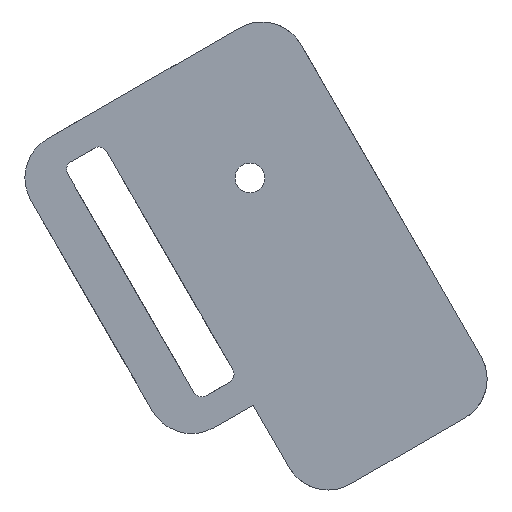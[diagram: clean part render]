
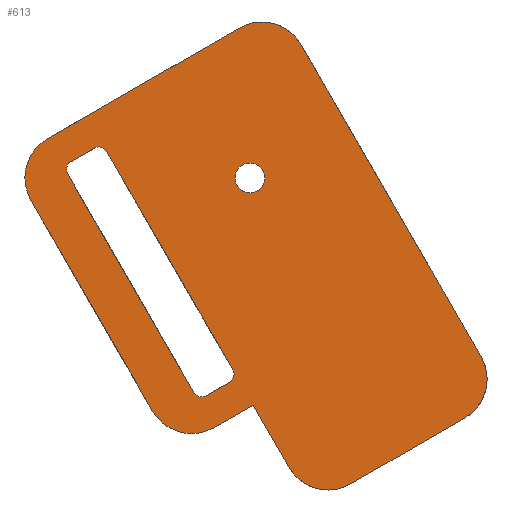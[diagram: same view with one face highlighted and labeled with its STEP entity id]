
A CAD part, left-side view. The second image highlights one B-rep face of the part: STEP entity #613.
In plain terms, the highlighted planar face has unit normal (-1, 0, 0).
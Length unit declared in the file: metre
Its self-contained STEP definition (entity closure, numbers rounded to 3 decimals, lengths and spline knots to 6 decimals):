
#31=CIRCLE('',#660,0.00165);
#33=CIRCLE('',#663,0.005);
#34=CIRCLE('',#664,0.005);
#35=CIRCLE('',#665,0.005);
#36=CIRCLE('',#666,0.005);
#37=CIRCLE('',#667,0.005);
#38=CIRCLE('',#668,0.001);
#39=CIRCLE('',#669,0.001);
#40=CIRCLE('',#670,0.001);
#41=CIRCLE('',#671,0.001);
#81=ORIENTED_EDGE('',*,*,#257,.T.);
#82=ORIENTED_EDGE('',*,*,#258,.T.);
#83=ORIENTED_EDGE('',*,*,#243,.F.);
#84=ORIENTED_EDGE('',*,*,#259,.T.);
#85=ORIENTED_EDGE('',*,*,#260,.F.);
#86=ORIENTED_EDGE('',*,*,#261,.T.);
#87=ORIENTED_EDGE('',*,*,#262,.T.);
#88=ORIENTED_EDGE('',*,*,#241,.F.);
#89=ORIENTED_EDGE('',*,*,#263,.T.);
#90=ORIENTED_EDGE('',*,*,#253,.T.);
#91=ORIENTED_EDGE('',*,*,#264,.T.);
#92=ORIENTED_EDGE('',*,*,#255,.T.);
#93=ORIENTED_EDGE('',*,*,#265,.F.);
#94=ORIENTED_EDGE('',*,*,#266,.T.);
#95=ORIENTED_EDGE('',*,*,#267,.T.);
#96=ORIENTED_EDGE('',*,*,#268,.T.);
#97=ORIENTED_EDGE('',*,*,#269,.T.);
#98=ORIENTED_EDGE('',*,*,#270,.T.);
#99=ORIENTED_EDGE('',*,*,#271,.F.);
#100=ORIENTED_EDGE('',*,*,#272,.T.);
#241=EDGE_CURVE('',#329,#330,#390,.T.);
#243=EDGE_CURVE('',#331,#332,#392,.T.);
#253=EDGE_CURVE('',#342,#341,#401,.T.);
#255=EDGE_CURVE('',#343,#343,#31,.T.);
#257=EDGE_CURVE('',#345,#346,#403,.T.);
#258=EDGE_CURVE('',#346,#332,#33,.T.);
#259=EDGE_CURVE('',#331,#347,#34,.T.);
#260=EDGE_CURVE('',#348,#347,#404,.T.);
#261=EDGE_CURVE('',#348,#349,#35,.T.);
#262=EDGE_CURVE('',#349,#330,#405,.T.);
#263=EDGE_CURVE('',#329,#342,#36,.T.);
#264=EDGE_CURVE('',#341,#345,#37,.T.);
#265=EDGE_CURVE('',#350,#351,#406,.T.);
#266=EDGE_CURVE('',#350,#352,#38,.F.);
#267=EDGE_CURVE('',#352,#353,#407,.T.);
#268=EDGE_CURVE('',#353,#354,#39,.F.);
#269=EDGE_CURVE('',#354,#355,#408,.T.);
#270=EDGE_CURVE('',#355,#356,#40,.F.);
#271=EDGE_CURVE('',#357,#356,#409,.T.);
#272=EDGE_CURVE('',#357,#351,#41,.F.);
#329=VERTEX_POINT('',#914);
#330=VERTEX_POINT('',#916);
#331=VERTEX_POINT('',#920);
#332=VERTEX_POINT('',#921);
#341=VERTEX_POINT('',#940);
#342=VERTEX_POINT('',#942);
#343=VERTEX_POINT('',#946);
#345=VERTEX_POINT('',#951);
#346=VERTEX_POINT('',#952);
#347=VERTEX_POINT('',#955);
#348=VERTEX_POINT('',#957);
#349=VERTEX_POINT('',#959);
#350=VERTEX_POINT('',#964);
#351=VERTEX_POINT('',#965);
#352=VERTEX_POINT('',#967);
#353=VERTEX_POINT('',#969);
#354=VERTEX_POINT('',#971);
#355=VERTEX_POINT('',#973);
#356=VERTEX_POINT('',#975);
#357=VERTEX_POINT('',#977);
#390=LINE('',#915,#443);
#392=LINE('',#919,#445);
#401=LINE('',#941,#454);
#403=LINE('',#950,#456);
#404=LINE('',#956,#457);
#405=LINE('',#960,#458);
#406=LINE('',#963,#459);
#407=LINE('',#968,#460);
#408=LINE('',#972,#461);
#409=LINE('',#976,#462);
#443=VECTOR('',#727,1.);
#445=VECTOR('',#731,1.);
#454=VECTOR('',#744,1.);
#456=VECTOR('',#754,1.);
#457=VECTOR('',#759,1.);
#458=VECTOR('',#762,1.);
#459=VECTOR('',#767,1.);
#460=VECTOR('',#770,1.);
#461=VECTOR('',#773,1.);
#462=VECTOR('',#776,1.);
#499=EDGE_LOOP('',(#81,#82,#83,#84,#85,#86,#87,#88,#89,#90,#91));
#500=EDGE_LOOP('',(#92));
#501=EDGE_LOOP('',(#93,#94,#95,#96,#97,#98,#99,#100));
#548=FACE_BOUND('',#499,.T.);
#549=FACE_BOUND('',#500,.T.);
#550=FACE_BOUND('',#501,.T.);
#595=PLANE('',#662);
#613=ADVANCED_FACE('',(#548,#549,#550),#595,.T.);
#660=AXIS2_PLACEMENT_3D('',#945,#748,#749);
#662=AXIS2_PLACEMENT_3D('',#949,#752,#753);
#663=AXIS2_PLACEMENT_3D('',#953,#755,#756);
#664=AXIS2_PLACEMENT_3D('',#954,#757,#758);
#665=AXIS2_PLACEMENT_3D('',#958,#760,#761);
#666=AXIS2_PLACEMENT_3D('',#961,#763,#764);
#667=AXIS2_PLACEMENT_3D('',#962,#765,#766);
#668=AXIS2_PLACEMENT_3D('',#966,#768,#769);
#669=AXIS2_PLACEMENT_3D('',#970,#771,#772);
#670=AXIS2_PLACEMENT_3D('',#974,#774,#775);
#671=AXIS2_PLACEMENT_3D('',#978,#777,#778);
#727=DIRECTION('',(0.,0.5,0.866));
#731=DIRECTION('',(0.,-0.866,0.5));
#744=DIRECTION('',(0.,-0.866,0.5));
#748=DIRECTION('',(1.,0.,0.));
#749=DIRECTION('',(0.,-0.5,-0.866));
#752=DIRECTION('',(-1.,0.,0.));
#753=DIRECTION('',(0.,-1.,0.));
#754=DIRECTION('',(0.,0.5,0.866));
#755=DIRECTION('',(-1.,0.,0.));
#756=DIRECTION('',(0.,-1.,0.));
#757=DIRECTION('',(-1.,0.,0.));
#758=DIRECTION('',(0.,-1.,0.));
#759=DIRECTION('',(0.,0.5,0.866));
#760=DIRECTION('',(-1.,0.,0.));
#761=DIRECTION('',(0.,-1.,0.));
#762=DIRECTION('',(0.,-0.866,0.5));
#763=DIRECTION('',(-1.,0.,0.));
#764=DIRECTION('',(0.,-1.,0.));
#765=DIRECTION('',(-1.,0.,0.));
#766=DIRECTION('',(0.,-1.,0.));
#767=DIRECTION('',(0.,-0.866,0.5));
#768=DIRECTION('',(-1.,0.,0.));
#769=DIRECTION('',(0.,-1.,0.));
#770=DIRECTION('',(0.,0.5,0.866));
#771=DIRECTION('',(-1.,0.,0.));
#772=DIRECTION('',(0.,-1.,0.));
#773=DIRECTION('',(0.,-0.866,0.5));
#774=DIRECTION('',(-1.,0.,0.));
#775=DIRECTION('',(0.,-1.,0.));
#776=DIRECTION('',(0.,0.5,0.866));
#777=DIRECTION('',(-1.,0.,0.));
#778=DIRECTION('',(0.,-1.,0.));
#914=CARTESIAN_POINT('',(-0.274707,-0.020508,0.246479));
#915=CARTESIAN_POINT('',(-0.274707,-0.010508,0.2638));
#916=CARTESIAN_POINT('',(-0.274707,-0.016508,0.253407));
#919=CARTESIAN_POINT('',(-0.274707,-0.00026,0.28675));
#920=CARTESIAN_POINT('',(-0.274707,0.006322,0.28295));
#921=CARTESIAN_POINT('',(-0.274707,-0.014982,0.29525));
#940=CARTESIAN_POINT('',(-0.274707,-0.039982,0.251949));
#941=CARTESIAN_POINT('',(-0.274707,-0.03366,0.248299));
#942=CARTESIAN_POINT('',(-0.274707,-0.027338,0.244649));
#945=CARTESIAN_POINT('',(-0.274707,-0.01616,0.27861));
#946=CARTESIAN_POINT('',(-0.274707,-0.016985,0.277181));
#949=CARTESIAN_POINT('',(-0.274707,-0.082534,0.162347));
#950=CARTESIAN_POINT('',(-0.274707,-0.031812,0.2761));
#951=CARTESIAN_POINT('',(-0.274707,-0.041812,0.258779));
#952=CARTESIAN_POINT('',(-0.274707,-0.021812,0.29342));
#953=CARTESIAN_POINT('',(-0.274707,-0.017482,0.29092));
#954=CARTESIAN_POINT('',(-0.274707,0.003822,0.27862));
#955=CARTESIAN_POINT('',(-0.274707,0.008152,0.27612));
#956=CARTESIAN_POINT('',(-0.274707,-0.001848,0.2588));
#957=CARTESIAN_POINT('',(-0.274707,-0.005348,0.252738));
#958=CARTESIAN_POINT('',(-0.274707,-0.009678,0.255238));
#959=CARTESIAN_POINT('',(-0.274707,-0.012178,0.250907));
#960=CARTESIAN_POINT('',(-0.274707,-0.012178,0.250907));
#961=CARTESIAN_POINT('',(-0.274707,-0.024838,0.248979));
#962=CARTESIAN_POINT('',(-0.274707,-0.037482,0.256279));
#963=CARTESIAN_POINT('',(-0.274707,-0.010428,0.253938));
#964=CARTESIAN_POINT('',(-0.274707,-0.011294,0.254438));
#965=CARTESIAN_POINT('',(-0.274707,-0.013892,0.255938));
#966=CARTESIAN_POINT('',(-0.274707,-0.010794,0.255304));
#967=CARTESIAN_POINT('',(-0.274707,-0.009928,0.254804));
#968=CARTESIAN_POINT('',(-0.274707,-0.006178,0.2613));
#969=CARTESIAN_POINT('',(-0.274707,0.004072,0.279053));
#970=CARTESIAN_POINT('',(-0.274707,0.003206,0.279553));
#971=CARTESIAN_POINT('',(-0.274707,0.003706,0.280419));
#972=CARTESIAN_POINT('',(-0.274707,0.004572,0.279919));
#973=CARTESIAN_POINT('',(-0.274707,0.001108,0.281919));
#974=CARTESIAN_POINT('',(-0.274707,0.000608,0.281053));
#975=CARTESIAN_POINT('',(-0.274707,-0.000258,0.281553));
#976=CARTESIAN_POINT('',(-0.274707,-0.010508,0.2638));
#977=CARTESIAN_POINT('',(-0.274707,-0.014258,0.257304));
#978=CARTESIAN_POINT('',(-0.274707,-0.013392,0.256804));
